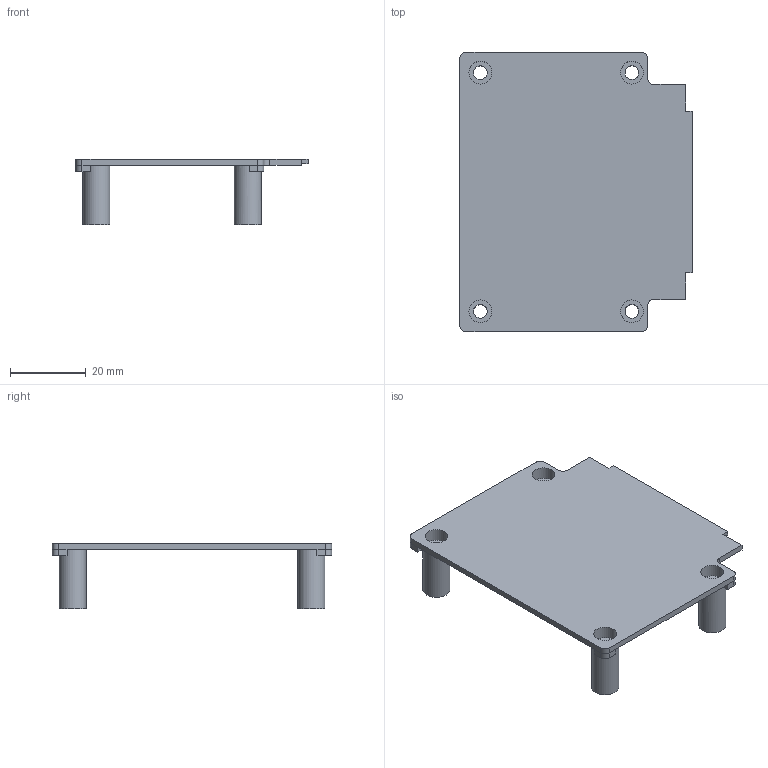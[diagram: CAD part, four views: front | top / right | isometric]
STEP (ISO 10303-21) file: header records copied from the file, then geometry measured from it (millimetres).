
FILE_DESCRIPTION(('FreeCAD Model'),'2;1');
FILE_NAME('Open CASCADE Shape Model','2024-04-15T01:28:03',(''),(''), 'Open CASCADE STEP processor 7.6','Ondsel','Unknown');
FILE_SCHEMA(('AUTOMOTIVE_DESIGN { 1 0 10303 214 1 1 1 1 }'));
Length unit declared in the file: millimetre
Products named in the file (1): CaseLid
Bounding box: 61.3 x 73.8 x 17.2 mm (x, y, z)
Volume: 8504.6 mm3; surface area: 11318.7 mm2
Topology: 1 solids, 1 shells, 78 faces, 192 edges, 122 vertices
Faces by surface type: plane 52, cylinder 26
Full cylindrical faces by diameter (mm): 3.6 x4, 6 x4, 7.2 x4
Entity records: 2322 total; most frequent: DIRECTION 402, CARTESIAN_POINT 393, ORIENTED_EDGE 384, EDGE_CURVE 192, LINE 140, VECTOR 140, AXIS2_PLACEMENT_3D 131, VERTEX_POINT 122
